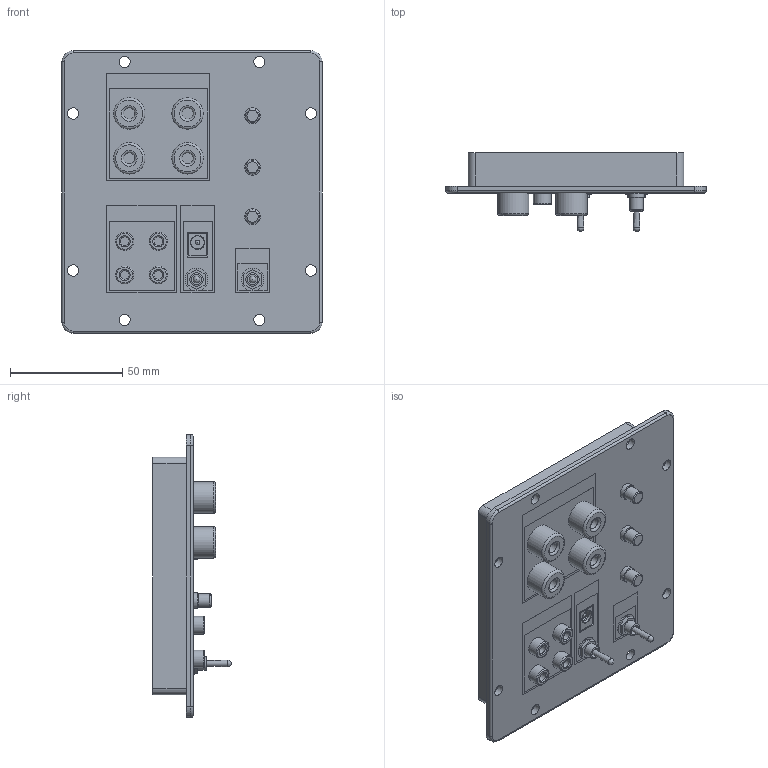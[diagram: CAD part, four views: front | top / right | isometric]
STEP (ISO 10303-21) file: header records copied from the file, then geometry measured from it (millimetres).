
FILE_DESCRIPTION(('FreeCAD Model'),'2;1');
FILE_NAME('TPA3116_Modul.step','2020-04-07T12:54:57',('Author'),(''), 'Open CASCADE STEP processor 6.8','FreeCAD','Unknown');
FILE_SCHEMA(('AUTOMOTIVE_DESIGN_CC2 { 1 2 10303 214 -1 1 5 4 }'));
Length unit declared in the file: millimetre
Products named in the file (1): TPA3116_Modul
Bounding box: 116 x 35 x 126 mm (x, y, z)
Volume: 202759.2 mm3; surface area: 41063.5 mm2
Topology: 1 solids, 1 shells, 205 faces, 449 edges, 281 vertices
Faces by surface type: plane 113, cylinder 58, torus 21, cone 8, revolution 3, sphere 2
Full cylindrical faces by diameter (mm): 2.1 x1, 4 x4, 4.6 x2, 5 x12, 6 x6, 7 x3, 8 x4, 10 x2, 14 x4
Entity records: 13455 total; most frequent: CARTESIAN_POINT 2868, DIRECTION 1735, LINE 975, VECTOR 975, ORIENTED_EDGE 892, PCURVE 892, DEFINITIONAL_REPRESENTATION 892, EDGE_CURVE 446
